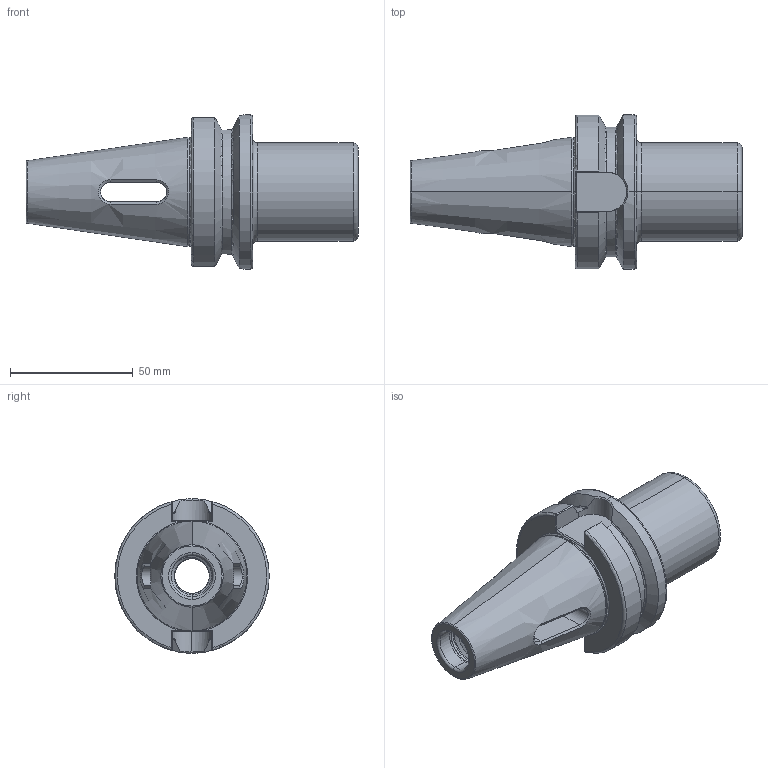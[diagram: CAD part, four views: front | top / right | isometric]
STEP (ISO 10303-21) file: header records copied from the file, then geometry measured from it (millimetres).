
FILE_DESCRIPTION (( 'STEP AP203' ), '1' );
FILE_NAME ('405.07.03.STEP', '2016-08-01T05:11:09', ( '' ), ( '' ), 'SwSTEP 2.0', 'SolidWorks 2012', '' );
FILE_SCHEMA (( 'CONFIG_CONTROL_DESIGN' ));
Length unit declared in the file: millimetre
Products named in the file (1): 405.07.03
Bounding box: 135.4 x 63 x 63 mm (x, y, z)
Volume: 142428.9 mm3; surface area: 32707 mm2
Topology: 1 solids, 1 shells, 140 faces, 362 edges, 224 vertices
Faces by surface type: cylinder 43, plane 35, torus 29, bspline 18, cone 15
Entity records: 9867 total; most frequent: CARTESIAN_POINT 6662, ORIENTED_EDGE 724, DIRECTION 575, EDGE_CURVE 362, AXIS2_PLACEMENT_3D 228, VERTEX_POINT 224, EDGE_LOOP 146, FACE_OUTER_BOUND 140
